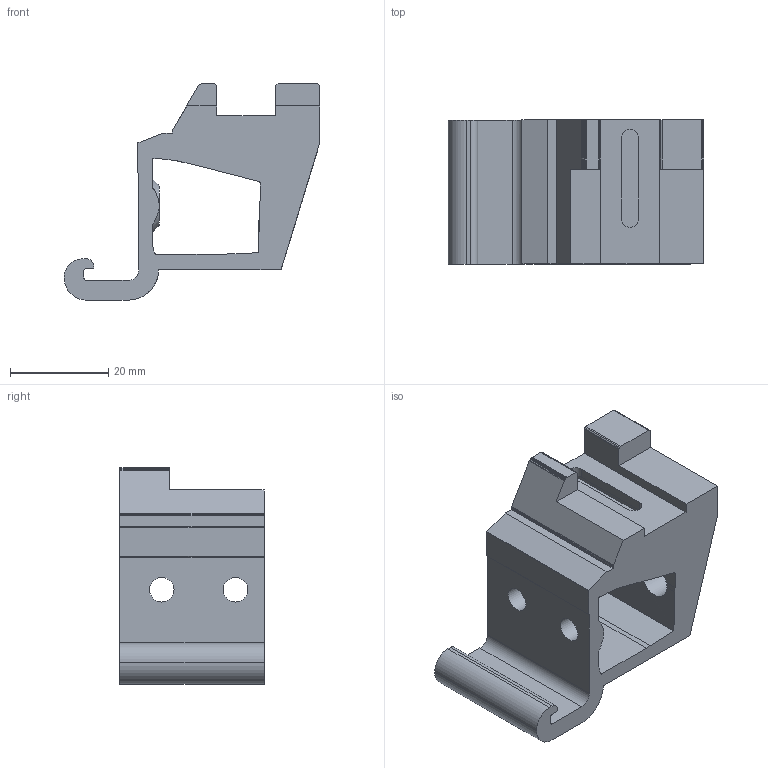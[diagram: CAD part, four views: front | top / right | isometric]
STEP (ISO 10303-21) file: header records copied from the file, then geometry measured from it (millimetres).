
FILE_DESCRIPTION(/* description */ ('STEP AP242','CAx-IF Rec.Pracs.---Representation and Presentation of Product Manufacturing Information (PMI)---4.0---2014-10-13','CAx-IF Rec.Pracs.---3D Tessellated Geometry---0.4---2014-09-14','2;1'),/* implementation_level */ '2;1');
FILE_NAME(/* name */ '6327244338a863356d52d37c',/* time_stamp */ '2022-09-18T13:59:33+00:00',/* author */ (''),/* organization */ (''),/* preprocessor_version */ 'ST-DEVELOPER v18.102',/* originating_system */ ' ',/* authorisation */ ' ');
FILE_SCHEMA (('AP242_MANAGED_MODEL_BASED_3D_ENGINEERING_MIM_LF { 1 0 10303 442 1 1 4 }'));
Length unit declared in the file: metre
Products named in the file (1): mgn12_Y_prusa_feet_RL
Bounding box: 52 x 29.3 x 44 mm (x, y, z)
Volume: 21868.3 mm3; surface area: 10200.4 mm2
Topology: 1 solids, 1 shells, 169 faces, 477 edges, 315 vertices
Faces by surface type: plane 102, bspline 41, cylinder 24, cone 2
Full cylindrical faces by diameter (mm): 5 x2, 7 x2
Entity records: 5721 total; most frequent: CARTESIAN_POINT 1645, ORIENTED_EDGE 934, DIRECTION 662, EDGE_CURVE 467, VERTEX_POINT 312, LINE 306, VECTOR 306, FACE_BOUND 193
